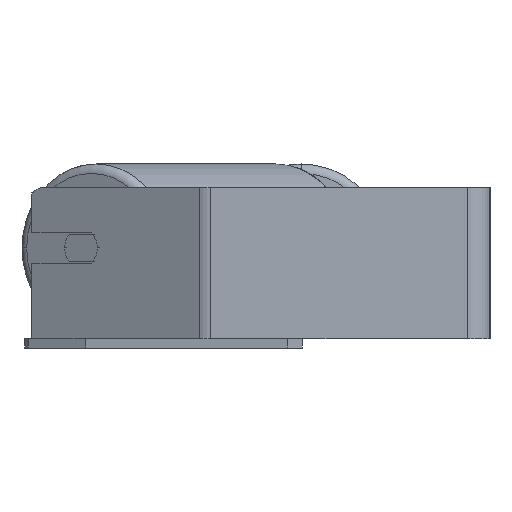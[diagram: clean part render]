
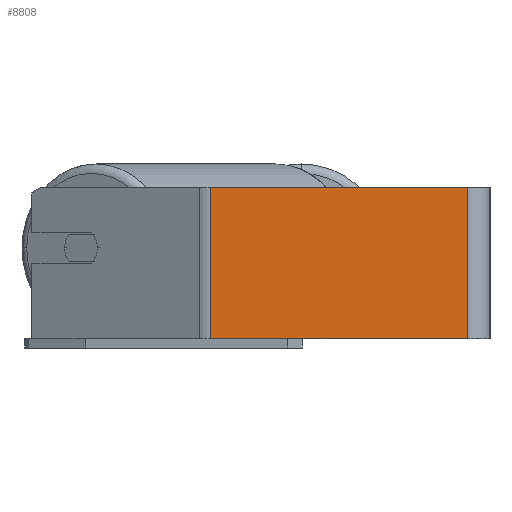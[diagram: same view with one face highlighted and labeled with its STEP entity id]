
A CAD part, left-side view. The second image highlights one B-rep face of the part: STEP entity #8808.
In plain terms, the highlighted planar face has unit normal (-1, 0, 0).
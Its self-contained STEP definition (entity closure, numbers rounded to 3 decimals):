
#190 = CARTESIAN_POINT ( 'NONE',  ( -360., 12., 40. ) ) ;
#959 = VECTOR ( 'NONE', #4628, 1000. ) ;
#1063 = EDGE_LOOP ( 'NONE', ( #5692, #1252, #2570, #8824 ) ) ;
#1243 = DIRECTION ( 'NONE',  ( 0., -1., 0. ) ) ;
#1252 = ORIENTED_EDGE ( 'NONE', *, *, #6954, .F. ) ;
#1449 = PLANE ( 'NONE',  #3753 ) ;
#2030 = VERTEX_POINT ( 'NONE', #8644 ) ;
#2104 = EDGE_CURVE ( 'NONE', #8200, #2030, #5504, .T. ) ;
#2509 = VERTEX_POINT ( 'NONE', #3302 ) ;
#2570 = ORIENTED_EDGE ( 'NONE', *, *, #4527, .F. ) ;
#2674 = DIRECTION ( 'NONE',  ( 0., 0., -1. ) ) ;
#2694 = VECTOR ( 'NONE', #3231, 1000. ) ;
#2919 = DIRECTION ( 'NONE',  ( 1., 0., 0. ) ) ;
#3014 = FACE_OUTER_BOUND ( 'NONE', #1063, .T. ) ;
#3231 = DIRECTION ( 'NONE',  ( 0., -1., 0. ) ) ;
#3302 = CARTESIAN_POINT ( 'NONE',  ( -360., 147.896, 40. ) ) ;
#3329 = LINE ( 'NONE', #6609, #959 ) ;
#3578 = VECTOR ( 'NONE', #2674, 1000. ) ;
#3705 = DIRECTION ( 'NONE',  ( 0., 0., -1. ) ) ;
#3753 = AXIS2_PLACEMENT_3D ( 'NONE', #4267, #2919, #3705 ) ;
#3757 = VERTEX_POINT ( 'NONE', #190 ) ;
#4267 = CARTESIAN_POINT ( 'NONE',  ( -360., 151.112, 40. ) ) ;
#4527 = EDGE_CURVE ( 'NONE', #2509, #3757, #7848, .T. ) ;
#4628 = DIRECTION ( 'NONE',  ( 0., 0., -1. ) ) ;
#5504 = LINE ( 'NONE', #6236, #6777 ) ;
#5554 = LINE ( 'NONE', #7622, #3578 ) ;
#5692 = ORIENTED_EDGE ( 'NONE', *, *, #2104, .T. ) ;
#6236 = CARTESIAN_POINT ( 'NONE',  ( -360., 151.112, -40. ) ) ;
#6609 = CARTESIAN_POINT ( 'NONE',  ( -360., 147.896, 40. ) ) ;
#6777 = VECTOR ( 'NONE', #1243, 1000. ) ;
#6954 = EDGE_CURVE ( 'NONE', #3757, #2030, #5554, .T. ) ;
#7622 = CARTESIAN_POINT ( 'NONE',  ( -360., 12., 40. ) ) ;
#7848 = LINE ( 'NONE', #8182, #2694 ) ;
#8084 = EDGE_CURVE ( 'NONE', #2509, #8200, #3329, .T. ) ;
#8182 = CARTESIAN_POINT ( 'NONE',  ( -360., 151.112, 40. ) ) ;
#8200 = VERTEX_POINT ( 'NONE', #9043 ) ;
#8644 = CARTESIAN_POINT ( 'NONE',  ( -360., 12., -40. ) ) ;
#8808 = ADVANCED_FACE ( 'NONE', ( #3014 ), #1449, .F. ) ;
#8824 = ORIENTED_EDGE ( 'NONE', *, *, #8084, .T. ) ;
#9043 = CARTESIAN_POINT ( 'NONE',  ( -360., 147.896, -40. ) ) ;
